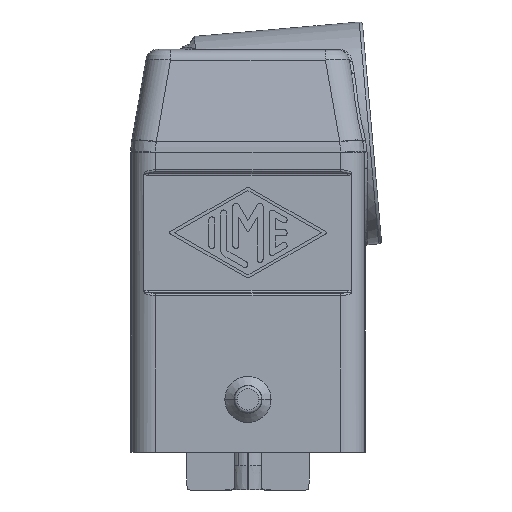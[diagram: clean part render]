
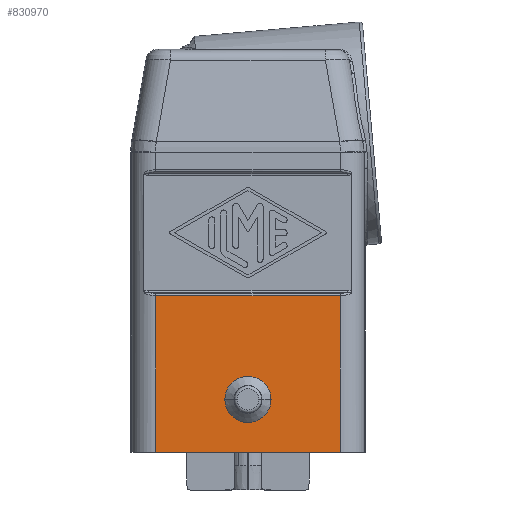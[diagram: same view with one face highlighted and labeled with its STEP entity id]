
A CAD part, left-side view. The second image highlights one B-rep face of the part: STEP entity #830970.
In plain terms, the highlighted planar face has unit normal (-1, 0, 0).
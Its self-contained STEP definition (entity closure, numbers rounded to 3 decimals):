
#5910=CARTESIAN_POINT('',(36.582,40.612,
83.4));
#5920=VERTEX_POINT('',#5910);
#6580=CARTESIAN_POINT('',(36.582,71.297,
83.4));
#6590=VERTEX_POINT('',#6580);
#6620=CARTESIAN_POINT('',(36.582,37.955,83.4));
#6630=DIRECTION('',(0.,1.,0.));
#6640=VECTOR('',#6630,1.);
#6650=LINE('',#6620,#6640);
#6660=EDGE_CURVE('',#5920,#6590,#6650,.T.);
#818240=CARTESIAN_POINT('',(36.582,36.455,83.4)
);
#818250=DIRECTION('',(-1.,0.,0.));
#818260=DIRECTION('',(0.,-1.,0.));
#818270=AXIS2_PLACEMENT_3D('',#818240,#818250,#818260);
#818280=PLANE('',#818270);
#818290=CARTESIAN_POINT('',(36.582,40.612,
83.4));
#818300=DIRECTION('',(0.,0.,1.));
#818310=VECTOR('',#818300,1.);
#818320=LINE('',#818290,#818310);
#818470=CARTESIAN_POINT('',(36.582,71.297,
83.4));
#818480=DIRECTION('',(0.,0.,1.));
#818490=VECTOR('',#818480,1.);
#818500=LINE('',#818470,#818490);
#821780=CARTESIAN_POINT('',(36.582,40.612,
109.443));
#821790=VERTEX_POINT('',#821780);
#821800=EDGE_CURVE('',#5920,#821790,#818320,.T.);
#830680=CARTESIAN_POINT('',(36.582,55.955,
92.2));
#830690=DIRECTION('',(1.,0.,0.));
#830700=DIRECTION('',(0.,1.,0.));
#830710=AXIS2_PLACEMENT_3D('',#830680,#830690,#830700);
#830720=CIRCLE('',#830710,3.838);
#830730=CARTESIAN_POINT('',(36.582,52.116,
92.2));
#830740=VERTEX_POINT('',#830730);
#830750=CARTESIAN_POINT('',(36.582,59.793,
92.2));
#830760=VERTEX_POINT('',#830750);
#830770=EDGE_CURVE('',#830740,#830760,#830720,.T.);
#830780=ORIENTED_EDGE('',*,*,#830770,.T.);
#830790=EDGE_CURVE('',#830760,#830740,#830720,.T.);
#830800=ORIENTED_EDGE('',*,*,#830790,.T.);
#830810=EDGE_LOOP('',(#830800,#830780));
#830820=FACE_BOUND('',#830810,.T.);
#830830=ORIENTED_EDGE('',*,*,#821800,.T.);
#830840=ORIENTED_EDGE('',*,*,#6660,.F.);
#830850=CARTESIAN_POINT('',(36.582,71.297,
109.443));
#830860=VERTEX_POINT('',#830850);
#830870=EDGE_CURVE('',#6590,#830860,#818500,.T.);
#830880=ORIENTED_EDGE('',*,*,#830870,.F.);
#830890=CARTESIAN_POINT('',(36.582,37.955,109.443)
);
#830900=DIRECTION('',(0.,1.,0.));
#830910=VECTOR('',#830900,1.);
#830920=LINE('',#830890,#830910);
#830930=EDGE_CURVE('',#821790,#830860,#830920,.T.);
#830940=ORIENTED_EDGE('',*,*,#830930,.T.);
#830950=EDGE_LOOP('',(#830940,#830880,#830840,#830830));
#830960=FACE_OUTER_BOUND('',#830950,.T.);
#830970=ADVANCED_FACE('',(#830820,#830960),#818280,.T.);
